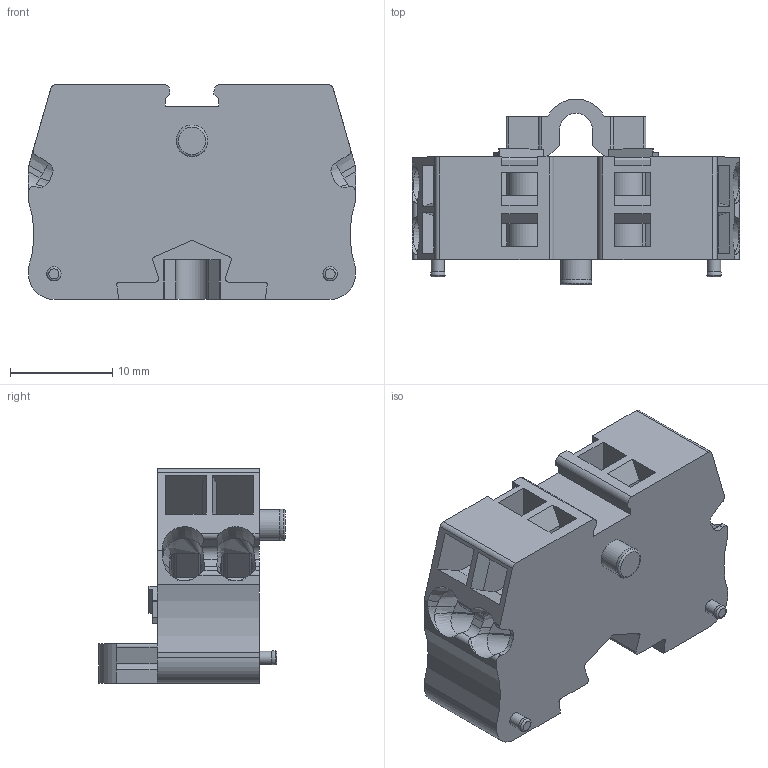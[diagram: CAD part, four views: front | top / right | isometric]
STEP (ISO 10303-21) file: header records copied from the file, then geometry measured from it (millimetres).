
FILE_DESCRIPTION(/* description */ ('Unknown'),/* implementation_level */ '2;1');
FILE_NAME(/* name */ 'SQP2_5_P4_3D_SOLID',/* time_stamp */ '2021-07-19T16:39:07+05:00',/* author */ ('Unknown'),/* organization */ ('Unknown'),/* preprocessor_version */ 'ST-DEVELOPER v16.7',/* originating_system */ 'DEX',/* authorisation */ $);
FILE_SCHEMA (('AUTOMOTIVE_DESIGN {1 0 10303 214 3 1 1}'));
Length unit declared in the file: millimetre
Products named in the file (1): SQP2_5_P4_3D_SOLID
Bounding box: 31.97 x 18.19 x 21 mm (x, y, z)
Volume: 4908.7 mm3; surface area: 3779.8 mm2
Topology: 1 solids, 1 shells, 272 faces, 803 edges, 537 vertices
Faces by surface type: plane 157, cylinder 90, torus 9, bspline 8, cone 8
Full cylindrical faces by diameter (mm): 1.3 x2, 3 x3
Entity records: 11474 total; most frequent: CARTESIAN_POINT 2560, ORIENTED_EDGE 1566, DIRECTION 1292, EDGE_CURVE 783, VERTEX_POINT 531, LINE 474, VECTOR 474, AXIS2_PLACEMENT_3D 409
